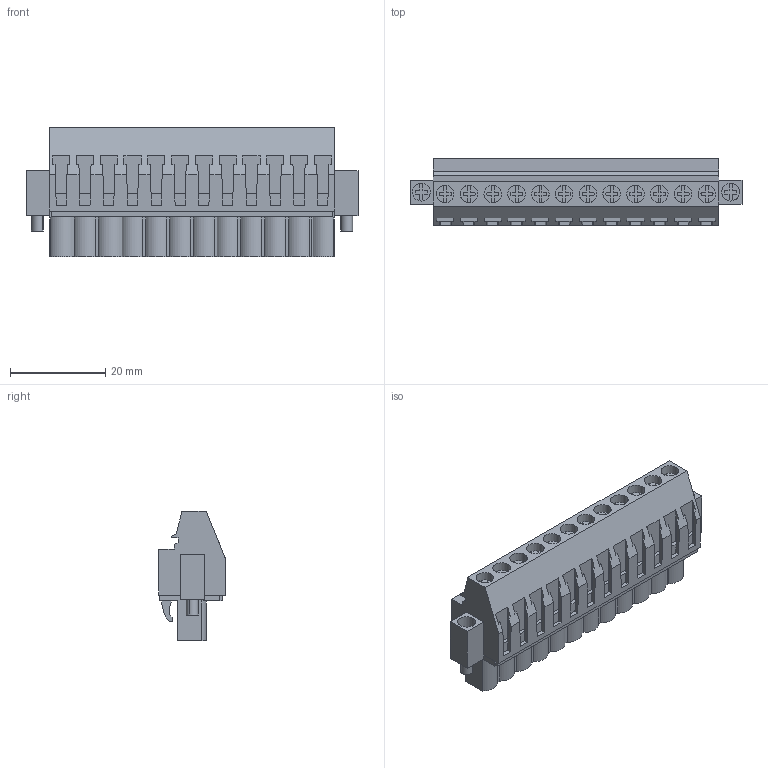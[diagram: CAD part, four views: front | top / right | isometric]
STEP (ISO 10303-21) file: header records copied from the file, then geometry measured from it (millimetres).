
FILE_DESCRIPTION(('CATIA V5 STEP Exchange','CAx-IF Rec.Pracs.--- Model Styling and Organization---1.2---2011-12-15'),'2;1');
FILE_NAME ('D1460484_0_1959370000_1959370000.stp','2017-09-20T14:58:41+00:00',('none'),('Weidmueller'),'CATIA Version 5-6 Release 2014','CATIA V5 STEP AP214','none');
FILE_SCHEMA(('AUTOMOTIVE_DESIGN { 1 0 10303 214 1 1 1 1 }'));
Length unit declared in the file: millimetre
Products named in the file (1): 1959370000
Bounding box: 69.8 x 14.05 x 27.2 mm (x, y, z)
Volume: 14072.6 mm3; surface area: 8752 mm2
Topology: 15 solids, 15 shells, 838 faces, 2300 edges, 1547 vertices
Faces by surface type: plane 702, cylinder 126, extrusion 10
Entity records: 24543 total; most frequent: ORIENTED_EDGE 4600, CARTESIAN_POINT 4537, DIRECTION 3266, EDGE_CURVE 2300, VECTOR 1970, LINE 1960, VERTEX_POINT 1547, EDGE_LOOP 898
